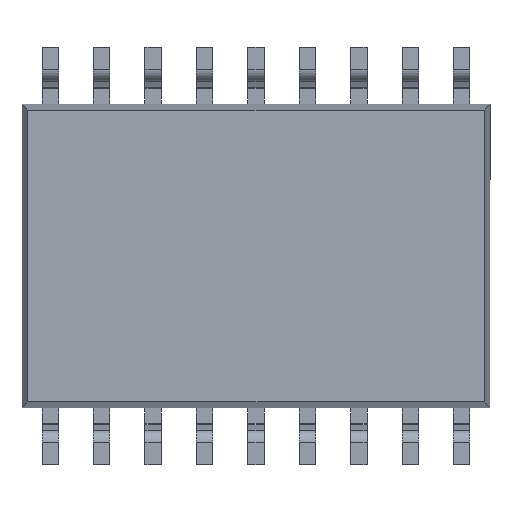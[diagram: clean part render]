
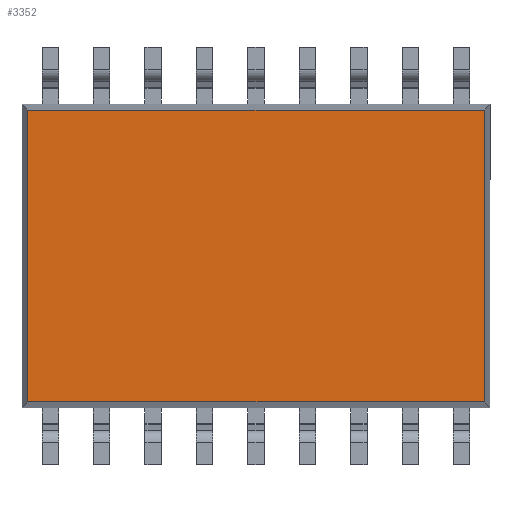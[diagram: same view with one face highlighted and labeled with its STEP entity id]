
A CAD part, front view. The second image highlights one B-rep face of the part: STEP entity #3352.
In plain terms, the highlighted planar face has unit normal (0, -1, 0).
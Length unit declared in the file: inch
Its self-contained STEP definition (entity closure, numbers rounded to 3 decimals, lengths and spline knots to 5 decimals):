
#204 = ORIENTED_EDGE ( 'NONE', *, *, #5459, .T. ) ;
#215 = CARTESIAN_POINT ( 'NONE',  ( -0.2275, 0.012, -0.14177 ) ) ;
#1055 = VECTOR ( 'NONE', #6271, 39.37008 ) ;
#1458 = CARTESIAN_POINT ( 'NONE',  ( -0.22177, 0.012, 0.14177 ) ) ;
#1574 = CARTESIAN_POINT ( 'NONE',  ( 0.22177, 0.012, 0.14177 ) ) ;
#1587 = EDGE_CURVE ( 'NONE', #3652, #3839, #6240, .T. ) ;
#1693 = CARTESIAN_POINT ( 'NONE',  ( 0.22177, 0.012, -0.14177 ) ) ;
#1921 = CARTESIAN_POINT ( 'NONE',  ( 0., 0.012, 0. ) ) ;
#2001 = DIRECTION ( 'NONE',  ( 0., 0., -1. ) ) ;
#2419 = FACE_OUTER_BOUND ( 'NONE', #8470, .T. ) ;
#2434 = VECTOR ( 'NONE', #4830, 39.37008 ) ;
#2632 = EDGE_CURVE ( 'NONE', #6611, #5946, #8198, .T. ) ;
#2838 = LINE ( 'NONE', #4605, #5006 ) ;
#3352 = ADVANCED_FACE ( 'NONE', ( #2419 ), #6613, .T. ) ;
#3474 = DIRECTION ( 'NONE',  ( -1., 0., 0. ) ) ;
#3542 = EDGE_CURVE ( 'NONE', #3839, #6611, #2838, .T. ) ;
#3652 = VERTEX_POINT ( 'NONE', #1574 ) ;
#3839 = VERTEX_POINT ( 'NONE', #1458 ) ;
#4362 = CARTESIAN_POINT ( 'NONE',  ( 0.22177, 0.012, -0.1475 ) ) ;
#4605 = CARTESIAN_POINT ( 'NONE',  ( -0.22177, 0.012, 0.1475 ) ) ;
#4621 = AXIS2_PLACEMENT_3D ( 'NONE', #1921, #7860, #2001 ) ;
#4830 = DIRECTION ( 'NONE',  ( 1., 0., 0. ) ) ;
#5006 = VECTOR ( 'NONE', #7155, 39.37008 ) ;
#5032 = ORIENTED_EDGE ( 'NONE', *, *, #3542, .T. ) ;
#5459 = EDGE_CURVE ( 'NONE', #5946, #3652, #6013, .T. ) ;
#5735 = ORIENTED_EDGE ( 'NONE', *, *, #1587, .T. ) ;
#5946 = VERTEX_POINT ( 'NONE', #1693 ) ;
#6013 = LINE ( 'NONE', #4362, #1055 ) ;
#6240 = LINE ( 'NONE', #8178, #6663 ) ;
#6271 = DIRECTION ( 'NONE',  ( 0., 0., 1. ) ) ;
#6611 = VERTEX_POINT ( 'NONE', #7624 ) ;
#6613 = PLANE ( 'NONE',  #4621 ) ;
#6663 = VECTOR ( 'NONE', #3474, 39.37008 ) ;
#7155 = DIRECTION ( 'NONE',  ( 0., 0., -1. ) ) ;
#7453 = ORIENTED_EDGE ( 'NONE', *, *, #2632, .T. ) ;
#7624 = CARTESIAN_POINT ( 'NONE',  ( -0.22177, 0.012, -0.14177 ) ) ;
#7860 = DIRECTION ( 'NONE',  ( 0., -1., 0. ) ) ;
#8178 = CARTESIAN_POINT ( 'NONE',  ( 0.2275, 0.012, 0.14177 ) ) ;
#8198 = LINE ( 'NONE', #215, #2434 ) ;
#8470 = EDGE_LOOP ( 'NONE', ( #7453, #204, #5735, #5032 ) ) ;
